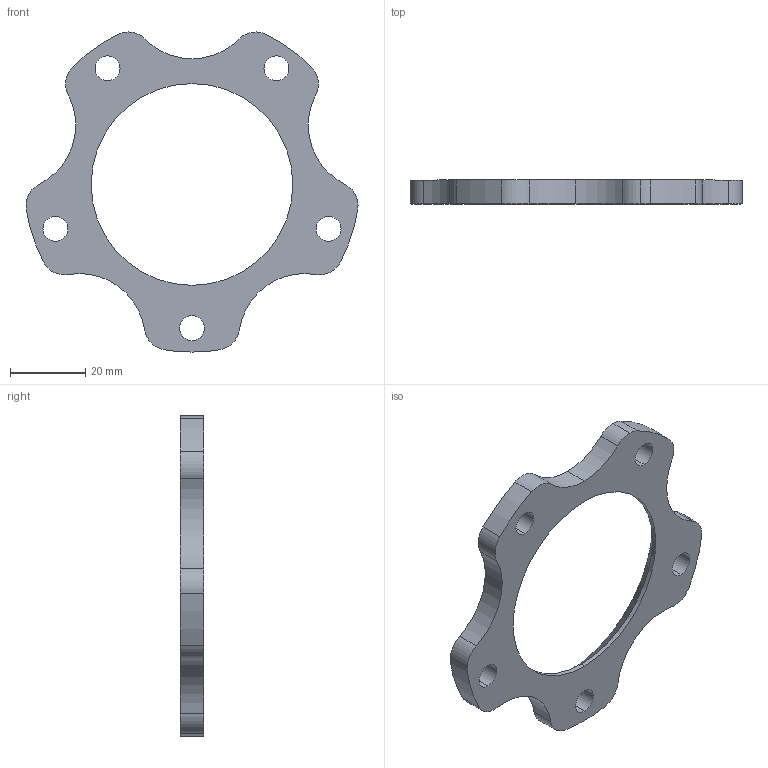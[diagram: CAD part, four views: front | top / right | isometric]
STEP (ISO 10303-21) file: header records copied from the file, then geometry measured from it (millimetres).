
FILE_DESCRIPTION (( 'STEP AP203' ), '1' );
FILE_NAME ('Injector Clamp.STEP', '2025-01-26T22:27:05', ( '' ), ( '' ), 'SwSTEP 2.0', 'SolidWorks 2023', '' );
FILE_SCHEMA (( 'CONFIG_CONTROL_DESIGN' ));
Length unit declared in the file: inch
Products named in the file (1): Injector Clamp
Bounding box: 88.07 x 6.35 x 84.91 mm (x, y, z)
Volume: 14066.6 mm3; surface area: 8272.9 mm2
Topology: 1 solids, 1 shells, 40 faces, 112 edges, 74 vertices
Faces by surface type: cylinder 36, cone 2, plane 2
Entity records: 1437 total; most frequent: DIRECTION 268, CARTESIAN_POINT 227, ORIENTED_EDGE 224, AXIS2_PLACEMENT_3D 115, EDGE_CURVE 112, VERTEX_POINT 74, CIRCLE 74, EDGE_LOOP 52
